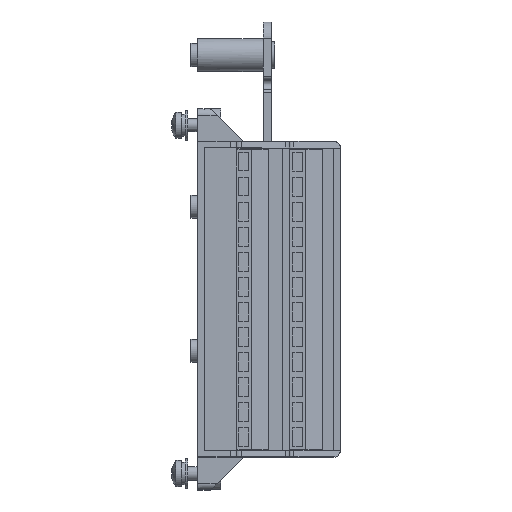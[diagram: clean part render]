
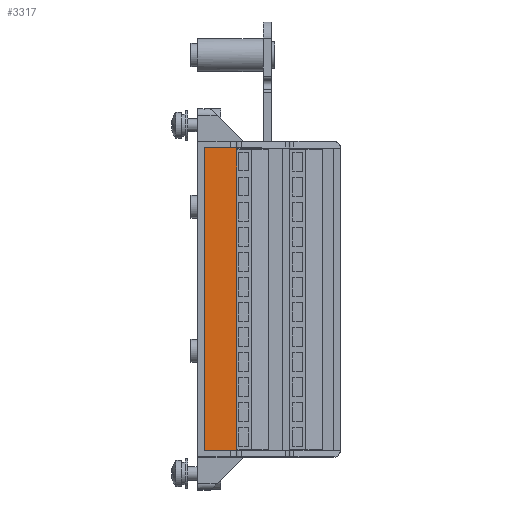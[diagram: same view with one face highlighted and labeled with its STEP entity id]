
A CAD part, top view. The second image highlights one B-rep face of the part: STEP entity #3317.
In plain terms, the highlighted planar face has unit normal (0, 0, 1).
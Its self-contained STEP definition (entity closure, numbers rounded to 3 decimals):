
#2464=FACE_OUTER_BOUND('',#8037,.T.);
#3317=ADVANCED_FACE('',(#2464),#3971,.F.);
#3971=PLANE('',#17834);
#4791=LINE('',#25968,#5984);
#4855=LINE('',#26149,#6048);
#4867=LINE('',#26183,#6060);
#4999=LINE('',#26548,#6192);
#5984=VECTOR('',#20886,1.);
#6048=VECTOR('',#21048,1.);
#6060=VECTOR('',#21074,1.);
#6192=VECTOR('',#21438,1.);
#8037=EDGE_LOOP('',(#11132,#11133,#11134,#11135));
#11132=ORIENTED_EDGE('',*,*,#15263,.F.);
#11133=ORIENTED_EDGE('',*,*,#15444,.F.);
#11134=ORIENTED_EDGE('',*,*,#15245,.F.);
#11135=ORIENTED_EDGE('',*,*,#15155,.F.);
#13403=VERTEX_POINT('',#25962);
#13406=VERTEX_POINT('',#25967);
#13475=VERTEX_POINT('',#26150);
#13489=VERTEX_POINT('',#26182);
#15155=EDGE_CURVE('',#13406,#13403,#4791,.T.);
#15245=EDGE_CURVE('',#13403,#13475,#4855,.T.);
#15263=EDGE_CURVE('',#13489,#13406,#4867,.T.);
#15444=EDGE_CURVE('',#13475,#13489,#4999,.T.);
#17834=AXIS2_PLACEMENT_3D('',#26549,#21439,#21440);
#20886=DIRECTION('',(0.,-1.,0.));
#21048=DIRECTION('',(-1.,0.,0.));
#21074=DIRECTION('',(1.,0.,0.));
#21438=DIRECTION('',(0.,1.,0.));
#21439=DIRECTION('',(0.,0.,-1.));
#21440=DIRECTION('',(0.,-1.,0.));
#25962=CARTESIAN_POINT('',(158.474,483.916,417.5));
#25967=CARTESIAN_POINT('',(158.474,575.916,417.5));
#25968=CARTESIAN_POINT('',(158.474,577.916,417.5));
#26149=CARTESIAN_POINT('',(158.474,483.916,417.5));
#26150=CARTESIAN_POINT('',(148.474,483.916,417.5));
#26182=CARTESIAN_POINT('',(148.474,575.916,417.5));
#26183=CARTESIAN_POINT('',(148.474,575.916,417.5));
#26548=CARTESIAN_POINT('',(148.474,483.916,417.5));
#26549=CARTESIAN_POINT('',(146.474,481.916,417.5));
